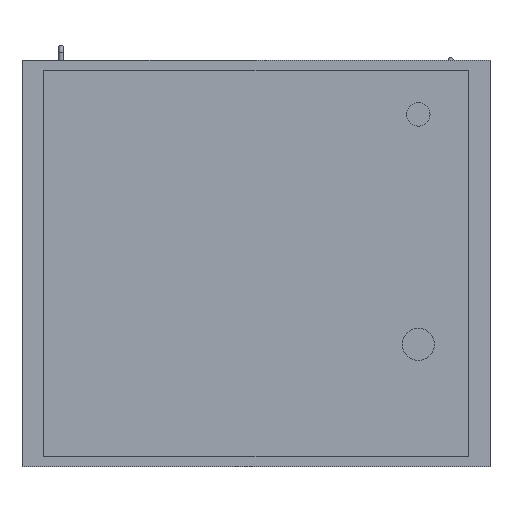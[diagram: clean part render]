
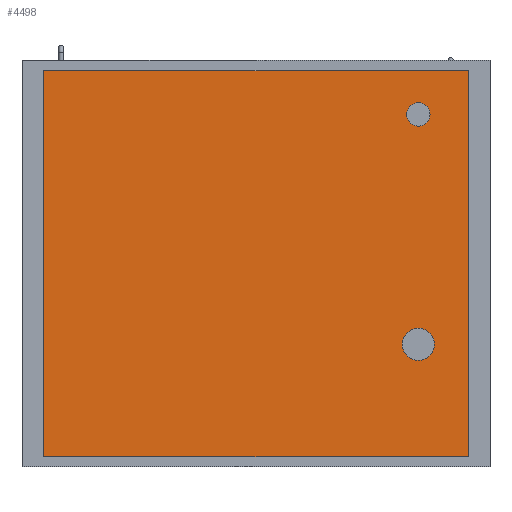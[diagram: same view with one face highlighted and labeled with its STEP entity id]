
A CAD part, front view. The second image highlights one B-rep face of the part: STEP entity #4498.
In plain terms, the highlighted planar face has unit normal (0, -1, 0).
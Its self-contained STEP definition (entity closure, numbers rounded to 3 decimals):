
#281=FACE_OUTER_BOUND('',#560,.T.);
#560=EDGE_LOOP('',(#3011,#3012,#3013,#3014));
#846=LINE('',#6595,#1369);
#850=LINE('',#6603,#1373);
#853=LINE('',#6609,#1376);
#856=LINE('',#6614,#1379);
#1369=VECTOR('',#5251,10.);
#1373=VECTOR('',#5257,10.);
#1376=VECTOR('',#5262,10.);
#1379=VECTOR('',#5267,10.);
#1888=VERTEX_POINT('',#6593);
#1889=VERTEX_POINT('',#6594);
#1892=VERTEX_POINT('',#6602);
#1894=VERTEX_POINT('',#6608);
#2326=EDGE_CURVE('',#1888,#1889,#846,.T.);
#2330=EDGE_CURVE('',#1892,#1888,#850,.T.);
#2333=EDGE_CURVE('',#1894,#1892,#853,.T.);
#2336=EDGE_CURVE('',#1889,#1894,#856,.T.);
#3011=ORIENTED_EDGE('',*,*,#2336,.F.);
#3012=ORIENTED_EDGE('',*,*,#2326,.F.);
#3013=ORIENTED_EDGE('',*,*,#2330,.F.);
#3014=ORIENTED_EDGE('',*,*,#2333,.F.);
#4283=PLANE('',#4827);
#4498=ADVANCED_FACE('',(#281),#4283,.F.);
#4827=AXIS2_PLACEMENT_3D('',#6617,#5271,#5272);
#5251=DIRECTION('',(0.,0.,1.));
#5257=DIRECTION('',(-1.,0.,0.));
#5262=DIRECTION('',(0.,0.,-1.));
#5267=DIRECTION('',(1.,0.,0.));
#5271=DIRECTION('center_axis',(0.,1.,0.));
#5272=DIRECTION('ref_axis',(0.,0.,1.));
#6593=CARTESIAN_POINT('',(-362.5,0.,-330.));
#6594=CARTESIAN_POINT('',(-362.5,0.,330.));
#6595=CARTESIAN_POINT('',(-362.5,0.,-330.));
#6602=CARTESIAN_POINT('',(362.5,0.,-330.));
#6603=CARTESIAN_POINT('',(362.5,0.,-330.));
#6608=CARTESIAN_POINT('',(362.5,0.,330.));
#6609=CARTESIAN_POINT('',(362.5,0.,330.));
#6614=CARTESIAN_POINT('',(-362.5,0.,330.));
#6617=CARTESIAN_POINT('Origin',(0.,0.,0.));
